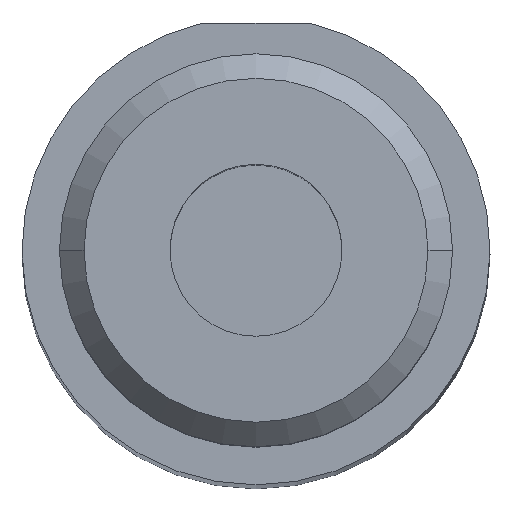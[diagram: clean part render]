
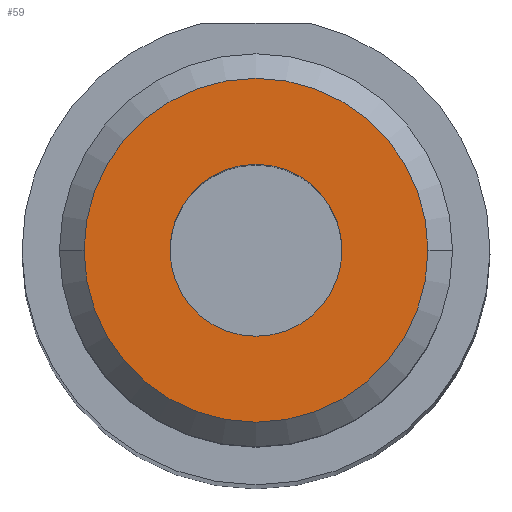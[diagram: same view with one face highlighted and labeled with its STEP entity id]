
A CAD part, top view. The second image highlights one B-rep face of the part: STEP entity #59.
In plain terms, the highlighted planar face has unit normal (0, 0, 1).
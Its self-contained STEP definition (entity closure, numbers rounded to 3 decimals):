
#8 = VERTEX_POINT ( 'NONE', #211 ) ;
#44 = CIRCLE ( 'NONE', #767, 3.5 ) ;
#56 = AXIS2_PLACEMENT_3D ( 'NONE', #623, #290, #556 ) ;
#57 = DIRECTION ( 'NONE',  ( 0., 0., 1. ) ) ;
#59 = ADVANCED_FACE ( 'NONE', ( #540, #300 ), #138, .T. ) ;
#99 = EDGE_CURVE ( 'NONE', #602, #387, #44, .T. ) ;
#138 = PLANE ( 'NONE',  #374 ) ;
#155 = DIRECTION ( 'NONE',  ( 1., 0., 0. ) ) ;
#160 = CARTESIAN_POINT ( 'NONE',  ( 3.5, 0., 123.4 ) ) ;
#176 = CARTESIAN_POINT ( 'NONE',  ( 0., 0., 123.4 ) ) ;
#196 = CIRCLE ( 'NONE', #311, 7. ) ;
#208 = DIRECTION ( 'NONE',  ( 0., 0., 1. ) ) ;
#209 = ORIENTED_EDGE ( 'NONE', *, *, #360, .T. ) ;
#211 = CARTESIAN_POINT ( 'NONE',  ( 7., 0., 123.4 ) ) ;
#290 = DIRECTION ( 'NONE',  ( 0., 0., 1. ) ) ;
#300 = FACE_OUTER_BOUND ( 'NONE', #665, .T. ) ;
#304 = ORIENTED_EDGE ( 'NONE', *, *, #682, .F. ) ;
#311 = AXIS2_PLACEMENT_3D ( 'NONE', #176, #502, #418 ) ;
#317 = CARTESIAN_POINT ( 'NONE',  ( -3.5, 0., 123.4 ) ) ;
#346 = CARTESIAN_POINT ( 'NONE',  ( 0., 0., 123.4 ) ) ;
#360 = EDGE_CURVE ( 'NONE', #8, #646, #196, .T. ) ;
#374 = AXIS2_PLACEMENT_3D ( 'NONE', #460, #583, #657 ) ;
#379 = CIRCLE ( 'NONE', #56, 3.5 ) ;
#387 = VERTEX_POINT ( 'NONE', #317 ) ;
#418 = DIRECTION ( 'NONE',  ( 1., 0., 0. ) ) ;
#421 = EDGE_CURVE ( 'NONE', #646, #8, #608, .T. ) ;
#439 = EDGE_LOOP ( 'NONE', ( #717, #304 ) ) ;
#460 = CARTESIAN_POINT ( 'NONE',  ( 0., 8., 123.4 ) ) ;
#502 = DIRECTION ( 'NONE',  ( 0., 0., 1. ) ) ;
#511 = DIRECTION ( 'NONE',  ( 1., 0., 0. ) ) ;
#523 = AXIS2_PLACEMENT_3D ( 'NONE', #700, #57, #511 ) ;
#540 = FACE_BOUND ( 'NONE', #439, .T. ) ;
#545 = ORIENTED_EDGE ( 'NONE', *, *, #421, .T. ) ;
#556 = DIRECTION ( 'NONE',  ( 1., 0., 0. ) ) ;
#583 = DIRECTION ( 'NONE',  ( 0., 0., 1. ) ) ;
#602 = VERTEX_POINT ( 'NONE', #160 ) ;
#608 = CIRCLE ( 'NONE', #523, 7. ) ;
#623 = CARTESIAN_POINT ( 'NONE',  ( 0., 0., 123.4 ) ) ;
#646 = VERTEX_POINT ( 'NONE', #730 ) ;
#657 = DIRECTION ( 'NONE',  ( 1., 0., 0. ) ) ;
#665 = EDGE_LOOP ( 'NONE', ( #545, #209 ) ) ;
#682 = EDGE_CURVE ( 'NONE', #387, #602, #379, .T. ) ;
#700 = CARTESIAN_POINT ( 'NONE',  ( 0., 0., 123.4 ) ) ;
#717 = ORIENTED_EDGE ( 'NONE', *, *, #99, .F. ) ;
#730 = CARTESIAN_POINT ( 'NONE',  ( -7., 0., 123.4 ) ) ;
#767 = AXIS2_PLACEMENT_3D ( 'NONE', #346, #208, #155 ) ;
